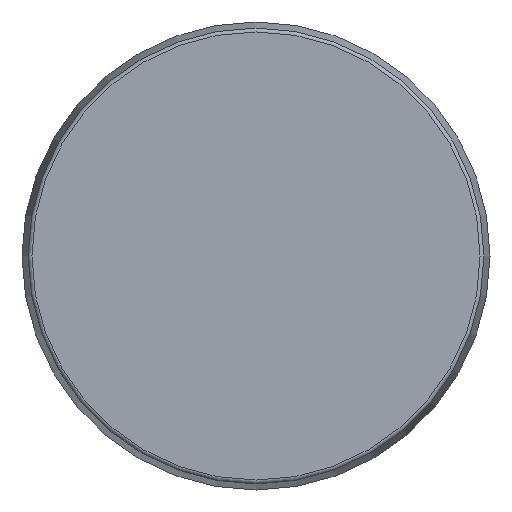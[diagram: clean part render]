
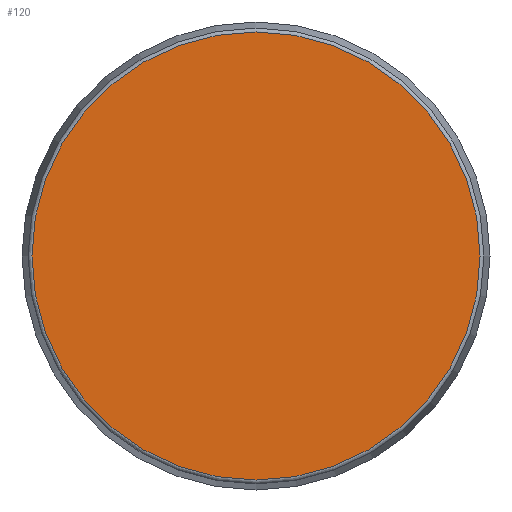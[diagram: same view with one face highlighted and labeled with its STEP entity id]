
A CAD part, front view. The second image highlights one B-rep face of the part: STEP entity #120.
In plain terms, the highlighted planar face has unit normal (0, -1, 0).
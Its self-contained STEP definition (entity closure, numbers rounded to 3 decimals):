
#120 = ADVANCED_FACE( '', ( #257 ), #258, .F. );
#257 = FACE_OUTER_BOUND( '', #460, .T. );
#258 = PLANE( '', #461 );
#460 = EDGE_LOOP( '', ( #700 ) );
#461 = AXIS2_PLACEMENT_3D( '', #701, #702, #703 );
#700 = ORIENTED_EDGE( '', *, *, #740, .T. );
#701 = CARTESIAN_POINT( '', ( 57.455, 0., 0. ) );
#702 = DIRECTION( '', ( 0., 1., 0. ) );
#703 = DIRECTION( '', ( 0., 0., 1. ) );
#740 = EDGE_CURVE( '', #837, #837, #838, .T. );
#837 = VERTEX_POINT( '', #979 );
#838 = CIRCLE( '', #980, 57.455 );
#979 = CARTESIAN_POINT( '', ( 0., 0., -57.455 ) );
#980 = AXIS2_PLACEMENT_3D( '', #1291, #1292, #1293 );
#1291 = CARTESIAN_POINT( '', ( 0., 0., 0. ) );
#1292 = DIRECTION( '', ( 0., -1., 0. ) );
#1293 = DIRECTION( '', ( 0., 0., -1. ) );
